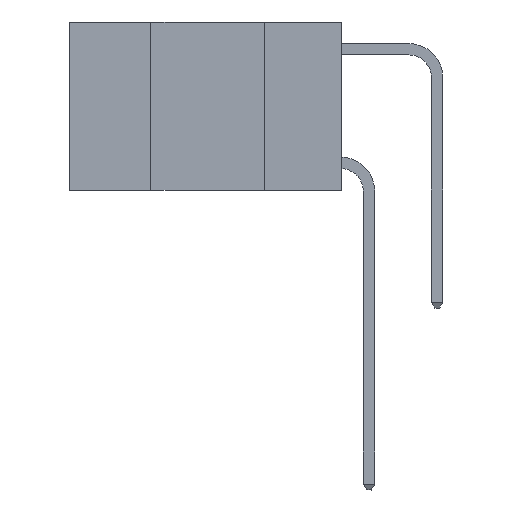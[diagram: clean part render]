
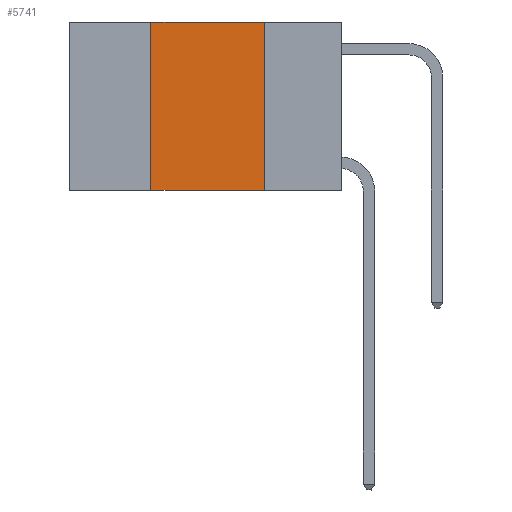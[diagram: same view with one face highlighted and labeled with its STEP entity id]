
A CAD part, left-side view. The second image highlights one B-rep face of the part: STEP entity #5741.
In plain terms, the highlighted planar face has unit normal (-1, 0, 0).
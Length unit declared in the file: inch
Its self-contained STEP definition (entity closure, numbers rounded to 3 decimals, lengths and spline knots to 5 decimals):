
#161 = AXIS2_PLACEMENT_3D ( 'NONE', #10905, #11913, #5983 ) ;
#215 = CARTESIAN_POINT ( 'NONE',  ( 0., 0.6, -0.37 ) ) ;
#2287 = EDGE_LOOP ( 'NONE', ( #3322, #3965, #4282, #6942 ) ) ;
#2495 = DIRECTION ( 'NONE',  ( 0., -1., 0. ) ) ;
#2666 = VERTEX_POINT ( 'NONE', #12595 ) ;
#3322 = ORIENTED_EDGE ( 'NONE', *, *, #12813, .F. ) ;
#3516 = VERTEX_POINT ( 'NONE', #6302 ) ;
#3819 = VECTOR ( 'NONE', #2495, 39.37008 ) ;
#3965 = ORIENTED_EDGE ( 'NONE', *, *, #5819, .F. ) ;
#4186 = LINE ( 'NONE', #11843, #6534 ) ;
#4212 = DIRECTION ( 'NONE',  ( 0., 0., 1. ) ) ;
#4282 = ORIENTED_EDGE ( 'NONE', *, *, #12427, .F. ) ;
#5741 = ADVANCED_FACE ( 'NONE', ( #7752 ), #8917, .F. ) ;
#5819 = EDGE_CURVE ( 'NONE', #8182, #3516, #8504, .T. ) ;
#5983 = DIRECTION ( 'NONE',  ( 0., 0., -1. ) ) ;
#5998 = CARTESIAN_POINT ( 'NONE',  ( 0., 0.42, -0.37 ) ) ;
#6302 = CARTESIAN_POINT ( 'NONE',  ( 0., 0.17, 0. ) ) ;
#6534 = VECTOR ( 'NONE', #12820, 39.37008 ) ;
#6942 = ORIENTED_EDGE ( 'NONE', *, *, #12500, .T. ) ;
#7599 = VERTEX_POINT ( 'NONE', #5998 ) ;
#7741 = CARTESIAN_POINT ( 'NONE',  ( 0., 0.42, 0. ) ) ;
#7752 = FACE_OUTER_BOUND ( 'NONE', #2287, .T. ) ;
#8141 = CARTESIAN_POINT ( 'NONE',  ( 0., 0.42, 0. ) ) ;
#8182 = VERTEX_POINT ( 'NONE', #7741 ) ;
#8473 = CARTESIAN_POINT ( 'NONE',  ( 0., 0.6, 0. ) ) ;
#8504 = LINE ( 'NONE', #8473, #3819 ) ;
#8917 = PLANE ( 'NONE',  #161 ) ;
#9611 = VECTOR ( 'NONE', #10272, 39.37008 ) ;
#10272 = DIRECTION ( 'NONE',  ( 0., -1., 0. ) ) ;
#10535 = VECTOR ( 'NONE', #4212, 39.37008 ) ;
#10905 = CARTESIAN_POINT ( 'NONE',  ( 0., 0.6, 0. ) ) ;
#11191 = LINE ( 'NONE', #8141, #10535 ) ;
#11843 = CARTESIAN_POINT ( 'NONE',  ( 0., 0.17, 0. ) ) ;
#11913 = DIRECTION ( 'NONE',  ( 1., 0., 0. ) ) ;
#12268 = LINE ( 'NONE', #215, #9611 ) ;
#12427 = EDGE_CURVE ( 'NONE', #7599, #8182, #11191, .T. ) ;
#12500 = EDGE_CURVE ( 'NONE', #7599, #2666, #12268, .T. ) ;
#12595 = CARTESIAN_POINT ( 'NONE',  ( 0., 0.17, -0.37 ) ) ;
#12813 = EDGE_CURVE ( 'NONE', #3516, #2666, #4186, .T. ) ;
#12820 = DIRECTION ( 'NONE',  ( 0., 0., -1. ) ) ;
